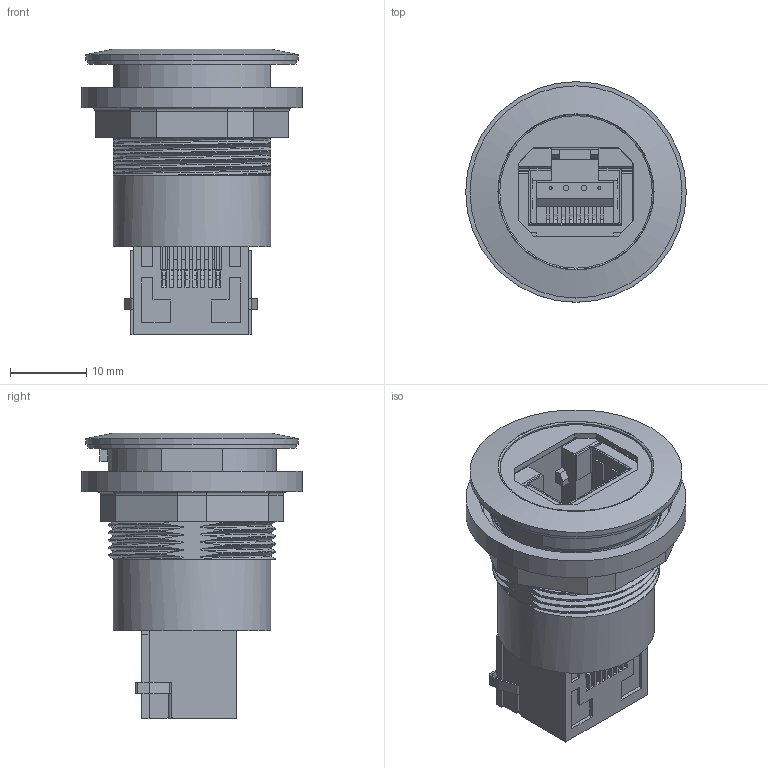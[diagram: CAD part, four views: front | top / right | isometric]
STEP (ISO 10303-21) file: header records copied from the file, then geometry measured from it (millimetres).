
FILE_DESCRIPTION(/* description */ (''),/* implementation_level */ '2;1');
FILE_NAME(/* name */ 'RRJ_RJ45_STB_ipt.stp',/* time_stamp */ '2016-03-11T07:28:17+01:00',/* author */ ('mharscher'),/* organization */ (''),/* preprocessor_version */ 'ST-DEVELOPER v15.2',/* originating_system */ 'Autodesk Inventor 2014',/* authorisation */ '');
FILE_SCHEMA (('CONFIG_CONTROL_DESIGN'));
Length unit declared in the file: millimetre
Products named in the file (1): RRJ_RJ45_STB_ipt
Bounding box: 29 x 29 x 37.6 mm (x, y, z)
Volume: 9945.1 mm3; surface area: 14027.9 mm2
Topology: 5 solids, 10 shells, 1199 faces, 3514 edges, 2327 vertices
Faces by surface type: plane 867, cylinder 267, bspline 59, cone 3, torus 3
Full cylindrical faces by diameter (mm): 0.4 x4, 0.75 x4, 20.05 x1, 20.7 x1, 20.917 x1, 22.6 x1, 25.35 x1, 27.4 x1, 27.9 x1, 29 x1
Entity records: 44708 total; most frequent: CARTESIAN_POINT 12866, ORIENTED_EDGE 6972, DIRECTION 6060, EDGE_CURVE 3486, LINE 2754, VECTOR 2754, VERTEX_POINT 2322, AXIS2_PLACEMENT_3D 1653
